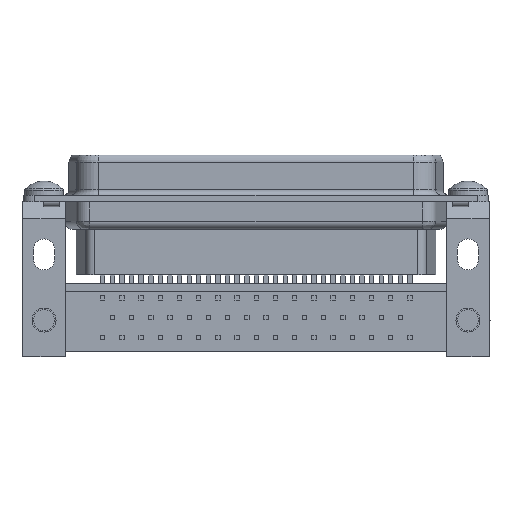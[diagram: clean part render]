
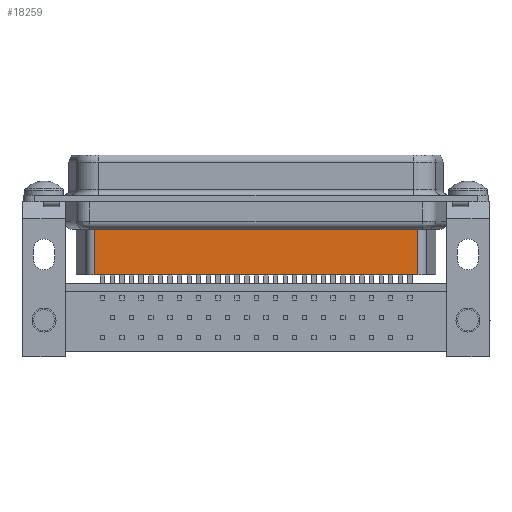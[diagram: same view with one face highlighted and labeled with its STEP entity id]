
A CAD part, front view. The second image highlights one B-rep face of the part: STEP entity #18259.
In plain terms, the highlighted planar face has unit normal (0, -1, 0).
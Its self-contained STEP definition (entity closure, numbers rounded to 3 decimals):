
#2433=DIRECTION('',(-1.,0.,0.));
#2434=VECTOR('',#2433,46.699);
#2435=CARTESIAN_POINT('',(23.35,-5.017,-17.286));
#2436=LINE('',#2435,#2434);
#3300=DIRECTION('',(-1.,0.,0.));
#3301=VECTOR('',#3300,46.699);
#3302=CARTESIAN_POINT('',(23.35,-5.017,-10.679));
#3303=LINE('',#3302,#3301);
#3446=DIRECTION('',(0.,0.,-1.));
#3447=VECTOR('',#3446,6.607);
#3448=CARTESIAN_POINT('',(23.35,-5.017,-10.679));
#3449=LINE('',#3448,#3447);
#3450=DIRECTION('',(0.,0.,-1.));
#3451=VECTOR('',#3450,6.607);
#3452=CARTESIAN_POINT('',(-23.35,-5.017,-10.679));
#3453=LINE('',#3452,#3451);
#11767=CARTESIAN_POINT('',(23.35,-5.017,-17.286));
#11768=VERTEX_POINT('',#11767);
#11769=CARTESIAN_POINT('',(-23.35,-5.017,-17.286));
#11770=VERTEX_POINT('',#11769);
#11783=CARTESIAN_POINT('',(23.35,-5.017,-10.679));
#11784=VERTEX_POINT('',#11783);
#11785=CARTESIAN_POINT('',(-23.35,-5.017,-10.679));
#11786=VERTEX_POINT('',#11785);
#18247=CARTESIAN_POINT('',(23.35,-5.017,-10.679));
#18248=DIRECTION('',(0.,-1.,0.));
#18249=DIRECTION('',(-1.,0.,0.));
#18250=AXIS2_PLACEMENT_3D('',#18247,#18248,#18249);
#18251=PLANE('',#18250);
#18252=ORIENTED_EDGE('',*,*,#17944,.F.);
#18253=ORIENTED_EDGE('',*,*,#18242,.T.);
#18254=ORIENTED_EDGE('',*,*,#17394,.T.);
#18256=ORIENTED_EDGE('',*,*,#18255,.F.);
#18257=EDGE_LOOP('',(#18252,#18253,#18254,#18256));
#18258=FACE_OUTER_BOUND('',#18257,.F.);
#17394=EDGE_CURVE('',#11768,#11770,#2436,.T.);
#17944=EDGE_CURVE('',#11784,#11786,#3303,.T.);
#18242=EDGE_CURVE('',#11784,#11768,#3449,.T.);
#18255=EDGE_CURVE('',#11786,#11770,#3453,.T.);
#18259=ADVANCED_FACE('',(#18258),#18251,.T.);
